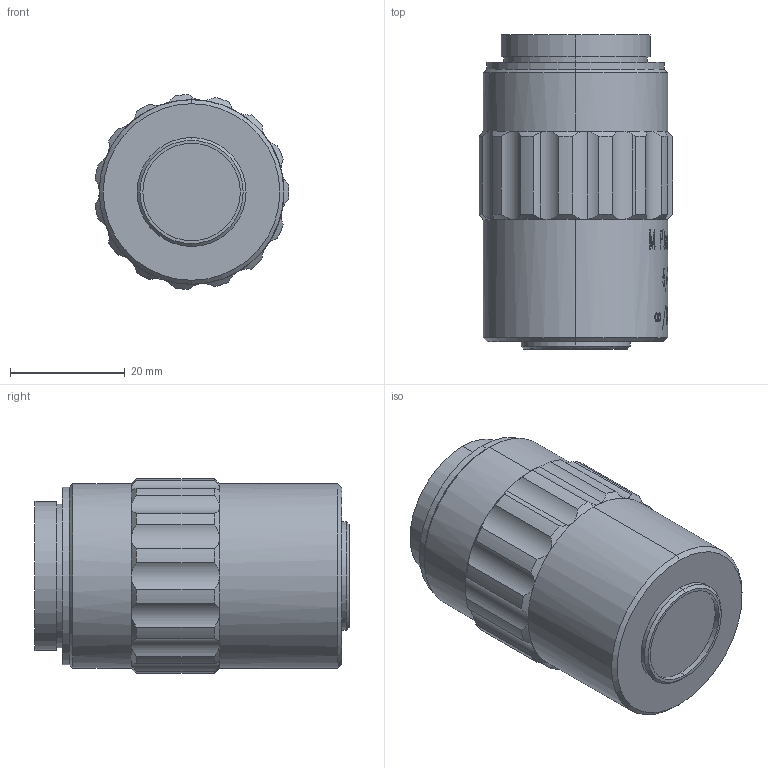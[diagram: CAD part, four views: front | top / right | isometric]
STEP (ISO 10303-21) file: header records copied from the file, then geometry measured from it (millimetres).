
FILE_DESCRIPTION (( 'STEP AP214' ), '1' );
FILE_NAME ('690001.STEP', '2022-04-11T07:49:32', ( '' ), ( '' ), 'SwSTEP 2.0', 'SolidWorks 2020', '' );
FILE_SCHEMA (( 'AUTOMOTIVE_DESIGN' ));
Length unit declared in the file: millimetre
Products named in the file (1): 690001
Bounding box: 33.84 x 54.78 x 33.98 mm (x, y, z)
Volume: 42927.4 mm3; surface area: 7384.2 mm2
Topology: 1 solids, 1 shells, 533 faces, 1433 edges, 942 vertices
Faces by surface type: bspline 367, cylinder 83, plane 45, cone 38
Entity records: 47697 total; most frequent: CARTESIAN_POINT 37680, ORIENTED_EDGE 2866, EDGE_CURVE 1433, B_SPLINE_CURVE_WITH_KNOTS 1198, VERTEX_POINT 942, DIRECTION 691, EDGE_LOOP 573, FACE_OUTER_BOUND 533
